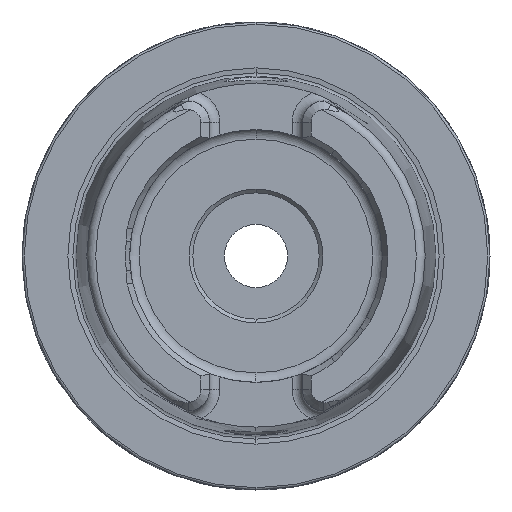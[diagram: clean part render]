
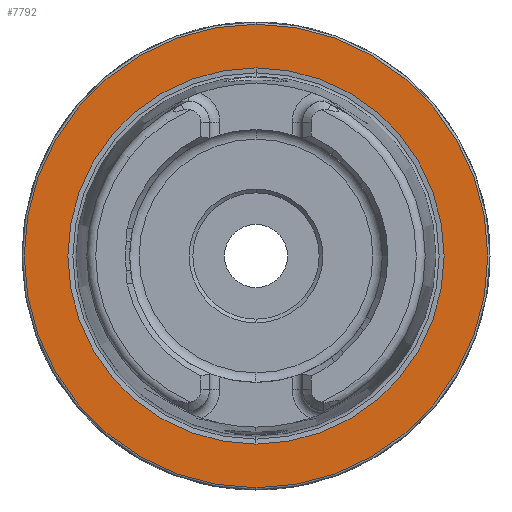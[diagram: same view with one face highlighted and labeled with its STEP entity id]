
A CAD part, left-side view. The second image highlights one B-rep face of the part: STEP entity #7792.
In plain terms, the highlighted planar face has unit normal (-1, 0, 0).
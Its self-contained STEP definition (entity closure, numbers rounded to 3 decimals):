
#222 = VERTEX_POINT ( 'NONE', #2975 ) ;
#224 = VERTEX_POINT ( 'NONE', #2977 ) ;
#226 = VERTEX_POINT ( 'NONE', #2979 ) ;
#231 = VERTEX_POINT ( 'NONE', #2984 ) ;
#764 = AXIS2_PLACEMENT_3D ( 'NONE', #10641, #10642, #10643 ) ;
#765 = AXIS2_PLACEMENT_3D ( 'NONE', #10644, #10645, #10646 ) ;
#1718 = EDGE_LOOP ( 'NONE', ( #7991, #7992 ) ) ;
#1725 = EDGE_LOOP ( 'NONE', ( #7989, #7990 ) ) ;
#2412 = AXIS2_PLACEMENT_3D ( 'NONE', #9631, #9632, #9633 ) ;
#2415 = AXIS2_PLACEMENT_3D ( 'NONE', #9642, #9643, #9644 ) ;
#2975 = CARTESIAN_POINT ( 'NONE',  ( 0., 0., -31.2 ) ) ;
#2977 = CARTESIAN_POINT ( 'NONE',  ( 0., 0., 25.324 ) ) ;
#2979 = CARTESIAN_POINT ( 'NONE',  ( 0., 0., 31.2 ) ) ;
#2984 = CARTESIAN_POINT ( 'NONE',  ( 0., 0., -25.324 ) ) ;
#3502 = EDGE_CURVE ( 'NONE', #231, #224, #3788, .T. ) ;
#3506 = EDGE_CURVE ( 'NONE', #226, #222, #3795, .T. ) ;
#3788 = CIRCLE ( 'NONE', #2412, 25.324 ) ;
#3795 = CIRCLE ( 'NONE', #2415, 31.2 ) ;
#4078 = CARTESIAN_POINT ( 'NONE',  ( 0., 31.2, 0. ) ) ;
#4080 = PLANE ( 'NONE',  #10878 ) ;
#4082 = DIRECTION ( 'NONE',  ( 1., 0., 0. ) ) ;
#4083 = DIRECTION ( 'NONE',  ( 0., 0., -1. ) ) ;
#7087 = EDGE_CURVE ( 'NONE', #222, #226, #10157, .T. ) ;
#7088 = EDGE_CURVE ( 'NONE', #224, #231, #10158, .T. ) ;
#7792 = ADVANCED_FACE ( 'NONE', ( #10401, #10413 ), #4080, .F. ) ;
#7989 = ORIENTED_EDGE ( 'NONE', *, *, #7088, .F. ) ;
#7990 = ORIENTED_EDGE ( 'NONE', *, *, #3502, .F. ) ;
#7991 = ORIENTED_EDGE ( 'NONE', *, *, #3506, .T. ) ;
#7992 = ORIENTED_EDGE ( 'NONE', *, *, #7087, .T. ) ;
#9631 = CARTESIAN_POINT ( 'NONE',  ( 0., 0., 0. ) ) ;
#9632 = DIRECTION ( 'NONE',  ( -1., 0., 0. ) ) ;
#9633 = DIRECTION ( 'NONE',  ( 0., 0., 1. ) ) ;
#9642 = CARTESIAN_POINT ( 'NONE',  ( 0., 0., 0. ) ) ;
#9643 = DIRECTION ( 'NONE',  ( -1., 0., 0. ) ) ;
#9644 = DIRECTION ( 'NONE',  ( 0., 0., 1. ) ) ;
#10157 = CIRCLE ( 'NONE', #764, 31.2 ) ;
#10158 = CIRCLE ( 'NONE', #765, 25.324 ) ;
#10401 = FACE_BOUND ( 'NONE', #1725, .T. ) ;
#10413 = FACE_OUTER_BOUND ( 'NONE', #1718, .T. ) ;
#10641 = CARTESIAN_POINT ( 'NONE',  ( 0., 0., 0. ) ) ;
#10642 = DIRECTION ( 'NONE',  ( -1., 0., 0. ) ) ;
#10643 = DIRECTION ( 'NONE',  ( 0., 0., 1. ) ) ;
#10644 = CARTESIAN_POINT ( 'NONE',  ( 0., 0., 0. ) ) ;
#10645 = DIRECTION ( 'NONE',  ( -1., 0., 0. ) ) ;
#10646 = DIRECTION ( 'NONE',  ( 0., 0., 1. ) ) ;
#10878 = AXIS2_PLACEMENT_3D ( 'NONE', #4078, #4082, #4083 ) ;
